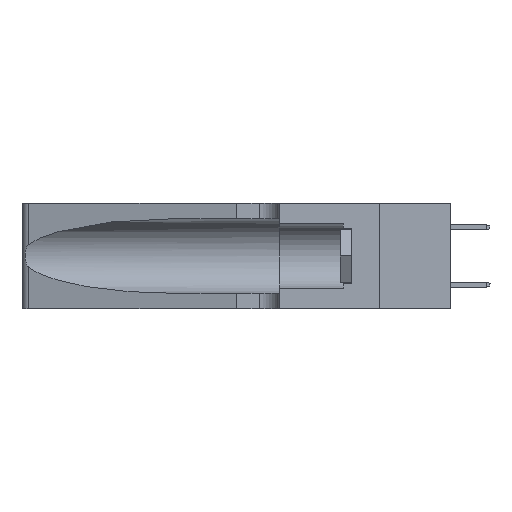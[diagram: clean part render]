
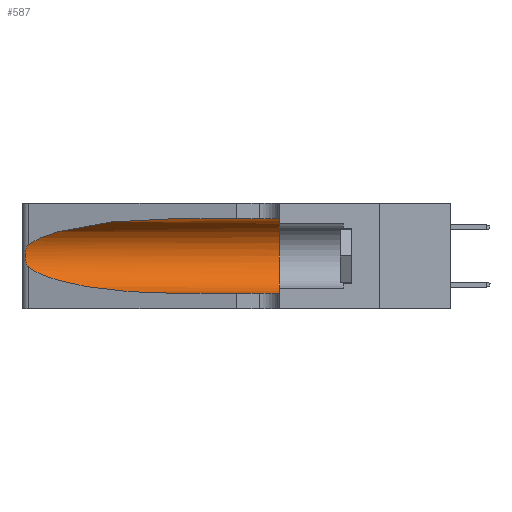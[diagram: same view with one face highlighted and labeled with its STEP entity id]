
A CAD part, left-side view. The second image highlights one B-rep face of the part: STEP entity #587.
In plain terms, the highlighted cylindrical face has radius 3.308 mm (diameter 6.617 mm), a partial arc.
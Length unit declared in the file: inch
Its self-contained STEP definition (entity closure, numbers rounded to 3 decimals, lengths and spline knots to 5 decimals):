
#587 = ADVANCED_FACE ( 'NONE', ( #35229 ), #28794, .F. ) ;
#840 = B_SPLINE_CURVE_WITH_KNOTS ( 'NONE', 3,
 ( #27094, #29174, #30322, #5533, #13669, #14807, #1582, #25952, #35204, #13865, #26137, #17076, #38418, #23109 ),
 .UNSPECIFIED., .F., .F.,
 ( 4, 2, 2, 2, 2, 2, 4 ),
 ( 0., 0.00027, 0.00053, 0.00107, 0.0016, 0.00187, 0.00214 ),
 .UNSPECIFIED. ) ;
#1205 = DIRECTION ( 'NONE',  ( 0., 0., -1. ) ) ;
#1582 = CARTESIAN_POINT ( 'NONE',  ( 0.26075, 1.23896, 0.19203 ) ) ;
#3141 = VERTEX_POINT ( 'NONE', #37033 ) ;
#3606 = EDGE_CURVE ( 'NONE', #22927, #26388, #15047, .T. ) ;
#4743 =( BOUNDED_CURVE ( )  B_SPLINE_CURVE ( 3, ( #27475, #5920, #23843, #24453 ),
 .UNSPECIFIED., .F., .T. ) 
 B_SPLINE_CURVE_WITH_KNOTS ( ( 4, 4 ),
 ( 1.5708, 2.84003 ),
 .UNSPECIFIED. ) 
 CURVE ( )  GEOMETRIC_REPRESENTATION_ITEM ( )  RATIONAL_B_SPLINE_CURVE ( ( 1., 0.87, 0.87, 1. ) ) 
 REPRESENTATION_ITEM ( '' )  );
#4944 = EDGE_CURVE ( 'NONE', #3141, #17573, #24505, .T. ) ;
#5367 = CIRCLE ( 'NONE', #25955, 0.13025 ) ;
#5533 = CARTESIAN_POINT ( 'NONE',  ( 0.25787, 1.23484, 0.2124 ) ) ;
#5920 = CARTESIAN_POINT ( 'NONE',  ( 0.18966, 0.96281, 0.31525 ) ) ;
#7432 = ORIENTED_EDGE ( 'NONE', *, *, #18393, .T. ) ;
#7624 = DIRECTION ( 'NONE',  ( 0., -1., 0. ) ) ;
#9203 = CARTESIAN_POINT ( 'NONE',  ( 0.25487, 1.22718, 0.14631 ) ) ;
#9728 = VECTOR ( 'NONE', #34557, 39.37008 ) ;
#10074 = CARTESIAN_POINT ( 'NONE',  ( 0.1305, 1.61858, 0.185 ) ) ;
#10566 = CARTESIAN_POINT ( 'NONE',  ( 0.18966, 0.96281, 0.05475 ) ) ;
#10788 = EDGE_LOOP ( 'NONE', ( #17553, #7432, #29827, #19467, #15415, #17623 ) ) ;
#11609 = DIRECTION ( 'NONE',  ( 0., 1., 0. ) ) ;
#12216 = EDGE_CURVE ( 'NONE', #17573, #26388, #5367, .T. ) ;
#12225 = VERTEX_POINT ( 'NONE', #9203 ) ;
#12606 = EDGE_CURVE ( 'NONE', #3141, #18295, #4743, .T. ) ;
#13669 = CARTESIAN_POINT ( 'NONE',  ( 0.25854, 1.2359, 0.20912 ) ) ;
#13865 = CARTESIAN_POINT ( 'NONE',  ( 0.25856, 1.23593, 0.16098 ) ) ;
#14181 = CARTESIAN_POINT ( 'NONE',  ( 0.2373, 1.15595, 0.08982 ) ) ;
#14807 = CARTESIAN_POINT ( 'NONE',  ( 0.26018, 1.23835, 0.19895 ) ) ;
#15047 = LINE ( 'NONE', #30739, #24545 ) ;
#15056 = CARTESIAN_POINT ( 'NONE',  ( 0.1305, 1.61858, 0.31525 ) ) ;
#15415 = ORIENTED_EDGE ( 'NONE', *, *, #12216, .F. ) ;
#17076 = CARTESIAN_POINT ( 'NONE',  ( 0.25639, 1.23186, 0.15144 ) ) ;
#17553 = ORIENTED_EDGE ( 'NONE', *, *, #12606, .T. ) ;
#17573 = VERTEX_POINT ( 'NONE', #27845 ) ;
#17623 = ORIENTED_EDGE ( 'NONE', *, *, #4944, .F. ) ;
#18295 = VERTEX_POINT ( 'NONE', #19111 ) ;
#18393 = EDGE_CURVE ( 'NONE', #18295, #12225, #840, .T. ) ;
#19111 = CARTESIAN_POINT ( 'NONE',  ( 0.25487, 1.22718, 0.22369 ) ) ;
#19439 = CARTESIAN_POINT ( 'NONE',  ( 0.1305, 0.72297, 0.05475 ) ) ;
#19467 = ORIENTED_EDGE ( 'NONE', *, *, #3606, .T. ) ;
#20839 = CARTESIAN_POINT ( 'NONE',  ( 0.1305, 0.35, 0.05475 ) ) ;
#22927 = VERTEX_POINT ( 'NONE', #37413 ) ;
#23109 = CARTESIAN_POINT ( 'NONE',  ( 0.25487, 1.22718, 0.14631 ) ) ;
#23843 = CARTESIAN_POINT ( 'NONE',  ( 0.2373, 1.15595, 0.28018 ) ) ;
#24453 = CARTESIAN_POINT ( 'NONE',  ( 0.25487, 1.22718, 0.22369 ) ) ;
#24505 = LINE ( 'NONE', #15056, #9728 ) ;
#24545 = VECTOR ( 'NONE', #39605, 39.37008 ) ;
#24813 = EDGE_CURVE ( 'NONE', #12225, #22927, #38743, .T. ) ;
#25876 = CARTESIAN_POINT ( 'NONE',  ( 0.25487, 1.22718, 0.14631 ) ) ;
#25952 = CARTESIAN_POINT ( 'NONE',  ( 0.26075, 1.23896, 0.178 ) ) ;
#25955 = AXIS2_PLACEMENT_3D ( 'NONE', #30361, #11609, #36195 ) ;
#26137 = CARTESIAN_POINT ( 'NONE',  ( 0.25789, 1.23486, 0.15765 ) ) ;
#26388 = VERTEX_POINT ( 'NONE', #20839 ) ;
#27094 = CARTESIAN_POINT ( 'NONE',  ( 0.25487, 1.22718, 0.22369 ) ) ;
#27475 = CARTESIAN_POINT ( 'NONE',  ( 0.1305, 0.72297, 0.31525 ) ) ;
#27845 = CARTESIAN_POINT ( 'NONE',  ( 0.1305, 0.35, 0.31525 ) ) ;
#28794 = CYLINDRICAL_SURFACE ( 'NONE', #30177, 0.13025 ) ;
#29174 = CARTESIAN_POINT ( 'NONE',  ( 0.25555, 1.22994, 0.2215 ) ) ;
#29827 = ORIENTED_EDGE ( 'NONE', *, *, #24813, .T. ) ;
#30177 = AXIS2_PLACEMENT_3D ( 'NONE', #10074, #7624, #1205 ) ;
#30322 = CARTESIAN_POINT ( 'NONE',  ( 0.25639, 1.23184, 0.21858 ) ) ;
#30361 = CARTESIAN_POINT ( 'NONE',  ( 0.1305, 0.35, 0.185 ) ) ;
#30739 = CARTESIAN_POINT ( 'NONE',  ( 0.1305, 1.61858, 0.05475 ) ) ;
#34557 = DIRECTION ( 'NONE',  ( 0., -1., 0. ) ) ;
#35204 = CARTESIAN_POINT ( 'NONE',  ( 0.26017, 1.23833, 0.17102 ) ) ;
#35229 = FACE_OUTER_BOUND ( 'NONE', #10788, .T. ) ;
#36195 = DIRECTION ( 'NONE',  ( 0., 0., 1. ) ) ;
#37033 = CARTESIAN_POINT ( 'NONE',  ( 0.1305, 0.72297, 0.31525 ) ) ;
#37413 = CARTESIAN_POINT ( 'NONE',  ( 0.1305, 0.72297, 0.05475 ) ) ;
#38418 = CARTESIAN_POINT ( 'NONE',  ( 0.25555, 1.22993, 0.14849 ) ) ;
#38743 =( BOUNDED_CURVE ( )  B_SPLINE_CURVE ( 3, ( #25876, #14181, #10566, #19439 ),
 .UNSPECIFIED., .F., .F. ) 
 B_SPLINE_CURVE_WITH_KNOTS ( ( 4, 4 ),
 ( 3.44316, 4.71239 ),
 .UNSPECIFIED. ) 
 CURVE ( )  GEOMETRIC_REPRESENTATION_ITEM ( )  RATIONAL_B_SPLINE_CURVE ( ( 1., 0.87, 0.87, 1. ) ) 
 REPRESENTATION_ITEM ( '' )  );
#39605 = DIRECTION ( 'NONE',  ( 0., -1., 0. ) ) ;
